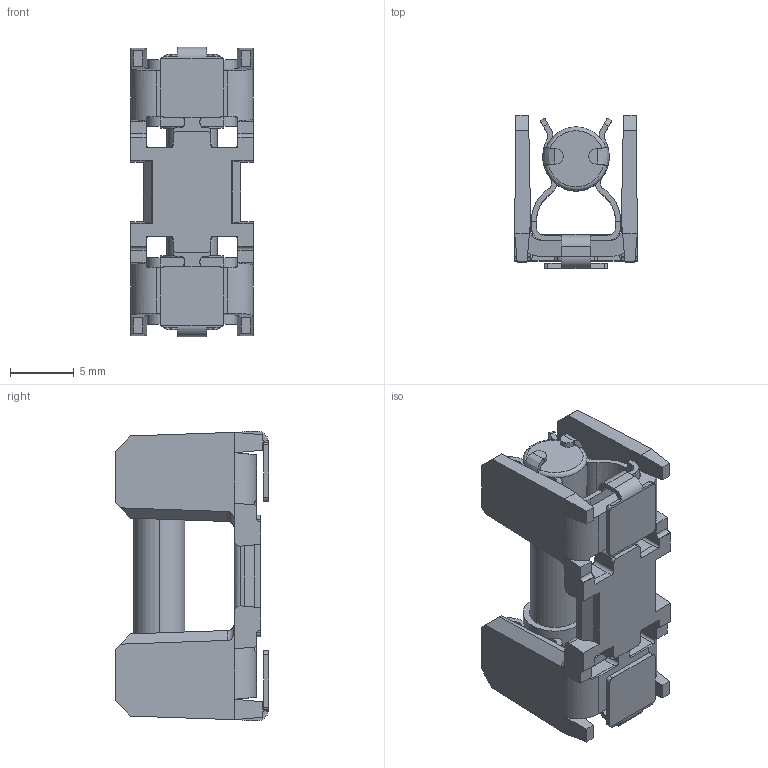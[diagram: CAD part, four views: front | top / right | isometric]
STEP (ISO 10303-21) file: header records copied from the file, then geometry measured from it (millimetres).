
FILE_DESCRIPTION (( 'STEP AP214' ), '1' );
FILE_NAME ('OGN-SMD_fuse_01.STEP', '2020-10-10T07:57:15', ( '' ), ( '' ), 'SwSTEP 2.0', 'SolidWorks 2017', '' );
FILE_SCHEMA (( 'AUTOMOTIVE_DESIGN' ));
Length unit declared in the file: millimetre
Products named in the file (1): OGN-SMD_fuse_01
Bounding box: 9.6 x 12 x 22.7 mm (x, y, z)
Volume: 942.9 mm3; surface area: 1841 mm2
Topology: 1 solids, 1 shells, 415 faces, 1178 edges, 753 vertices
Faces by surface type: plane 252, cylinder 139, bspline 20, torus 4
Entity records: 13915 total; most frequent: CARTESIAN_POINT 3487, ORIENTED_EDGE 2356, DIRECTION 2007, EDGE_CURVE 1178, VECTOR 757, LINE 757, VERTEX_POINT 753, AXIS2_PLACEMENT_3D 625
